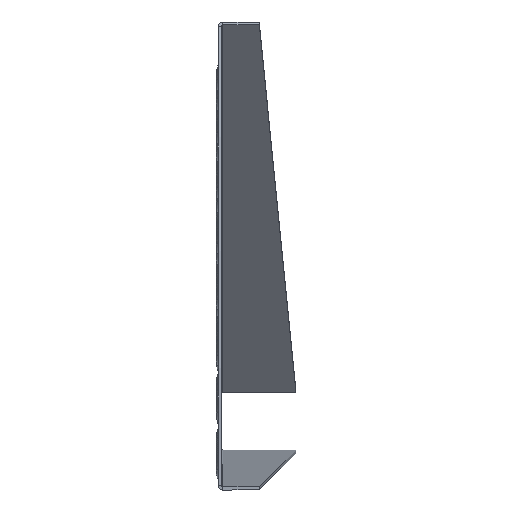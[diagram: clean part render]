
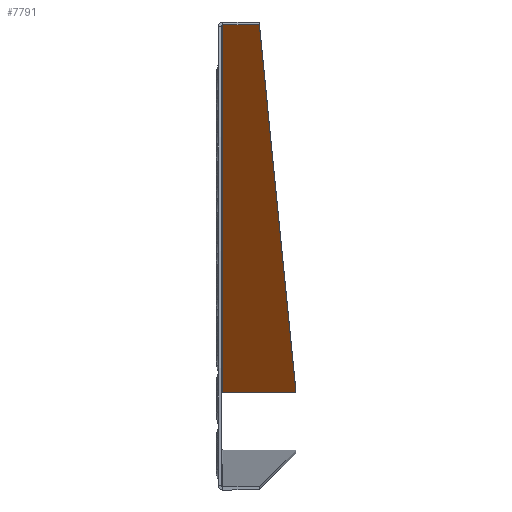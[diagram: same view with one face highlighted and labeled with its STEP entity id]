
A CAD part, left-side view. The second image highlights one B-rep face of the part: STEP entity #7791.
In plain terms, the highlighted planar face has unit normal (-0.372, 0, -0.928).
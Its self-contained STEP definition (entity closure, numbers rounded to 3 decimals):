
#3361 = VERTEX_POINT ( 'NONE', #15688 ) ;
#3370 = VERTEX_POINT ( 'NONE', #15687 ) ;
#3404 = EDGE_CURVE ( 'NONE', #3370, #3361, #15751, .T. ) ;
#7731 = VERTEX_POINT ( 'NONE', #23551 ) ;
#7770 = EDGE_CURVE ( 'NONE', #7784, #7731, #23650, .T. ) ;
#7784 = VERTEX_POINT ( 'NONE', #23685 ) ;
#7785 = EDGE_LOOP ( 'NONE', ( #7809, #7805, #7810, #7802 ) ) ;
#7791 = ADVANCED_FACE ( 'NONE', ( #23674 ), #23684, .F. ) ;
#7794 = EDGE_CURVE ( 'NONE', #7731, #3370, #23671, .T. ) ;
#7802 = ORIENTED_EDGE ( 'NONE', *, *, #7817, .F. ) ;
#7805 = ORIENTED_EDGE ( 'NONE', *, *, #7794, .F. ) ;
#7809 = ORIENTED_EDGE ( 'NONE', *, *, #3404, .F. ) ;
#7810 = ORIENTED_EDGE ( 'NONE', *, *, #7770, .F. ) ;
#7817 = EDGE_CURVE ( 'NONE', #3361, #7784, #23758, .T. ) ;
#15687 = CARTESIAN_POINT ( 'NONE',  ( -43.202, -4.5, 35.66 ) ) ;
#15688 = CARTESIAN_POINT ( 'NONE',  ( -918.723, -4.5, 387.101 ) ) ;
#15743 = DIRECTION ( 'NONE',  ( -0.928, 0., 0.373 ) ) ;
#15744 = VECTOR ( 'NONE', #15743, 1000. ) ;
#15745 = CARTESIAN_POINT ( 'NONE',  ( 6.333, -4.5, 15.776 ) ) ;
#15751 = LINE ( 'NONE', #15745, #15744 ) ;
#23551 = CARTESIAN_POINT ( 'NONE',  ( -43.202, -74.288, 35.66 ) ) ;
#23644 = DIRECTION ( 'NONE',  ( 0.927, -0.037, -0.372 ) ) ;
#23645 = VECTOR ( 'NONE', #23644, 1000. ) ;
#23646 = CARTESIAN_POINT ( 'NONE',  ( -43.202, -74.288, 35.66 ) ) ;
#23650 = LINE ( 'NONE', #23646, #23645 ) ;
#23669 = DIRECTION ( 'NONE',  ( -0.346, -0.928, 0.139 ) ) ;
#23670 = DIRECTION ( 'NONE',  ( 0.373, 0., 0.928 ) ) ;
#23671 = LINE ( 'NONE', #23726, #23725 ) ;
#23674 = FACE_OUTER_BOUND ( 'NONE', #7785, .T. ) ;
#23678 = CARTESIAN_POINT ( 'NONE',  ( 6.333, 15.712, 15.776 ) ) ;
#23681 = AXIS2_PLACEMENT_3D ( 'NONE', #23678, #23670, #23669 ) ;
#23684 = PLANE ( 'NONE',  #23681 ) ;
#23685 = CARTESIAN_POINT ( 'NONE',  ( -918.723, -39.214, 387.101 ) ) ;
#23724 = DIRECTION ( 'NONE',  ( 0., 1., 0. ) ) ;
#23725 = VECTOR ( 'NONE', #23724, 1000. ) ;
#23726 = CARTESIAN_POINT ( 'NONE',  ( -43.202, -4.288, 35.66 ) ) ;
#23755 = DIRECTION ( 'NONE',  ( 0., -1., 0. ) ) ;
#23756 = VECTOR ( 'NONE', #23755, 1000. ) ;
#23757 = CARTESIAN_POINT ( 'NONE',  ( -918.723, -39.214, 387.101 ) ) ;
#23758 = LINE ( 'NONE', #23757, #23756 ) ;
